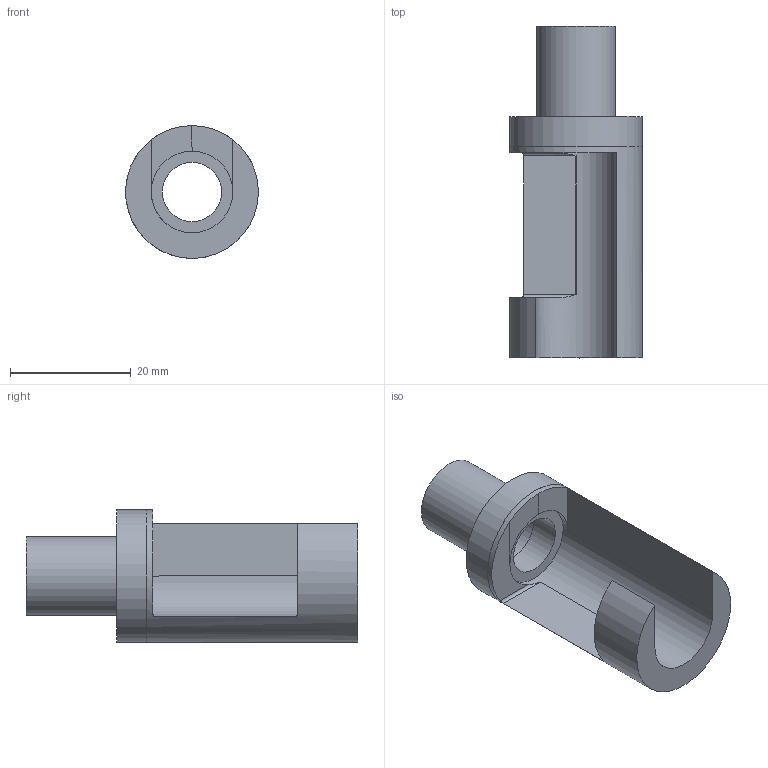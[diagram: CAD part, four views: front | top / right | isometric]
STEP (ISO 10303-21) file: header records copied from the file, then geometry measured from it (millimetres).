
FILE_DESCRIPTION(('FreeCAD Model'),'2;1');
FILE_NAME('Open CASCADE Shape Model','2022-01-04T16:25:22',('Author'),( ''),'Open CASCADE STEP processor 7.5','FreeCAD','Unknown');
FILE_SCHEMA(('AUTOMOTIVE_DESIGN { 1 0 10303 214 1 1 1 1 }'));
Length unit declared in the file: millimetre
Products named in the file (1): Body
Bounding box: 22.01 x 55 x 22.01 mm (x, y, z)
Volume: 6981.3 mm3; surface area: 4909.8 mm2
Topology: 1 solids, 1 shells, 23 faces, 51 edges, 34 vertices
Faces by surface type: plane 15, cylinder 8
Full cylindrical faces by diameter (mm): 9.8 x2, 13 x1, 13.5 x1, 22 x1, 22.014 x1
Entity records: 1704 total; most frequent: CARTESIAN_POINT 613, DIRECTION 209, ORIENTED_EDGE 102, PCURVE 102, DEFINITIONAL_REPRESENTATION 102, LINE 92, VECTOR 92, EDGE_CURVE 51
